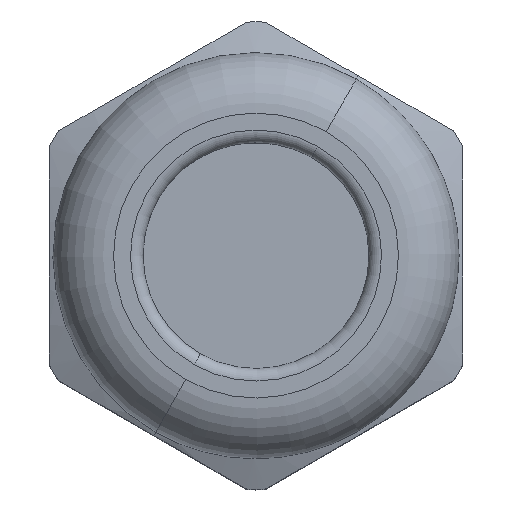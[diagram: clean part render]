
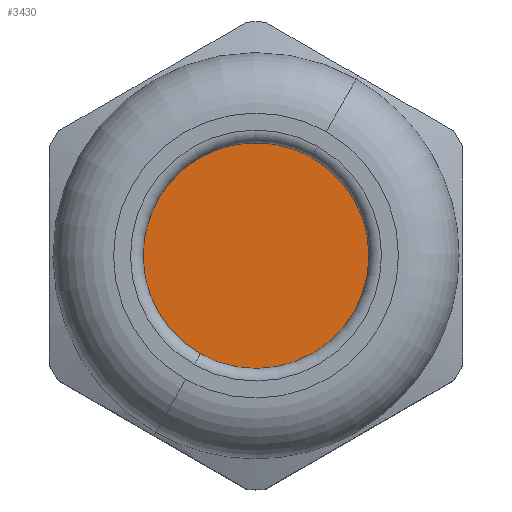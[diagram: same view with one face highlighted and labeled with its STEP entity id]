
A CAD part, top view. The second image highlights one B-rep face of the part: STEP entity #3430.
In plain terms, the highlighted planar face has unit normal (0, 0, 1).
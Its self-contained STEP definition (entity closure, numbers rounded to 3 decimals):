
#3356=AXIS2_PLACEMENT_3D('Circle Axis2P3D',#3354,#3355,$) ;
#3399=AXIS2_PLACEMENT_3D('Circle Axis2P3D',#3397,#3398,$) ;
#3424=AXIS2_PLACEMENT_3D('Plane Axis2P3D',#3421,#3422,#3423) ;
#3351=CARTESIAN_POINT('Vertex',(16.5,29.573,41.05)) ;
#3354=CARTESIAN_POINT('Axis2P3D Location',(16.5,18.648,41.05)) ;
#3358=CARTESIAN_POINT('Vertex',(16.5,7.723,41.05)) ;
#3397=CARTESIAN_POINT('Axis2P3D Location',(16.5,18.648,41.05)) ;
#3421=CARTESIAN_POINT('Axis2P3D Location',(16.5,18.648,41.05)) ;
#3355=DIRECTION('Axis2P3D Direction',(0.,0.,-1.)) ;
#3398=DIRECTION('Axis2P3D Direction',(0.,0.,-1.)) ;
#3422=DIRECTION('Axis2P3D Direction',(0.,0.,-1.)) ;
#3423=DIRECTION('Axis2P3D XDirection',(0.,1.,0.)) ;
#3427=ORIENTED_EDGE('',*,*,#3360,.F.) ;
#3428=ORIENTED_EDGE('',*,*,#3401,.F.) ;
#3430=ADVANCED_FACE('Koerper.2',(#3429),#3425,.F.) ;
#3357=CIRCLE('generated circle',#3356,10.925) ;
#3400=CIRCLE('generated circle',#3399,10.925) ;
#3360=EDGE_CURVE('',#3352,#3359,#3357,.T.) ;
#3401=EDGE_CURVE('',#3359,#3352,#3400,.T.) ;
#3426=EDGE_LOOP('',(#3427,#3428)) ;
#3429=FACE_OUTER_BOUND('',#3426,.T.) ;
#3425=PLANE('',#3424) ;
#3352=VERTEX_POINT('',#3351) ;
#3359=VERTEX_POINT('',#3358) ;
